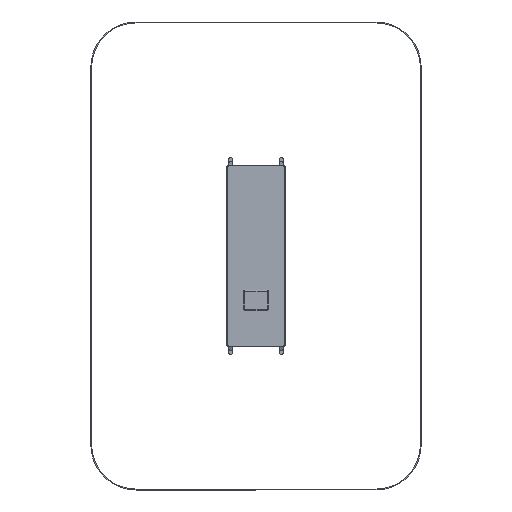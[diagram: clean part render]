
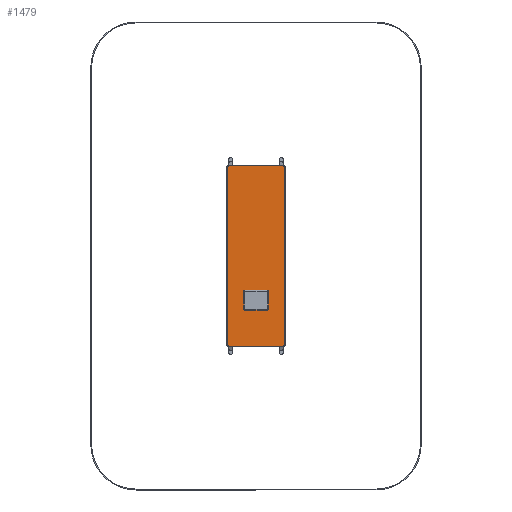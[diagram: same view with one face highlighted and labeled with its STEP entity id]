
A CAD part, top view. The second image highlights one B-rep face of the part: STEP entity #1479.
In plain terms, the highlighted planar face has unit normal (0, 0, 1).
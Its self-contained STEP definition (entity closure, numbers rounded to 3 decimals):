
#1479=ADVANCED_FACE('',(#2437),#2439,.T.);
#2437=FACE_BOUND('',#2438,.T.);
#2438=EDGE_LOOP('',(#3137,#3138,#3139,#3140,#3141,#3142,#3143,#3144));
#2439=PLANE('',#2440);
#2440=AXIS2_PLACEMENT_3D('',#2441,#2442,#2443);
#2441=CARTESIAN_POINT('',(0.,0.,15.));
#2442=DIRECTION('',(0.,0.,1.));
#2443=DIRECTION('',(-1.,0.,0.));
#3137=ORIENTED_EDGE('',*,*,#3517,.T.);
#3138=ORIENTED_EDGE('',*,*,#3518,.T.);
#3139=ORIENTED_EDGE('',*,*,#3519,.T.);
#3140=ORIENTED_EDGE('',*,*,#3520,.T.);
#3141=ORIENTED_EDGE('',*,*,#3521,.T.);
#3142=ORIENTED_EDGE('',*,*,#3522,.T.);
#3143=ORIENTED_EDGE('',*,*,#3523,.T.);
#3144=ORIENTED_EDGE('',*,*,#3524,.T.);
#3517=EDGE_CURVE('',#3937,#3938,#3939,.T.);
#3518=EDGE_CURVE('',#3938,#3940,#3941,.T.);
#3519=EDGE_CURVE('',#3940,#3942,#3943,.T.);
#3520=EDGE_CURVE('',#3942,#3944,#3945,.T.);
#3521=EDGE_CURVE('',#3944,#3946,#3947,.T.);
#3522=EDGE_CURVE('',#3946,#3948,#3949,.T.);
#3523=EDGE_CURVE('',#3948,#3950,#3951,.T.);
#3524=EDGE_CURVE('',#3950,#3937,#3952,.T.);
#3937=VERTEX_POINT('',#4861);
#3938=VERTEX_POINT('',#4862);
#3939=LINE('',#4863,#4864);
#3940=VERTEX_POINT('',#4866);
#3941=CIRCLE('',#4867,25.);
#3942=VERTEX_POINT('',#4871);
#3943=LINE('',#4872,#4873);
#3944=VERTEX_POINT('',#4875);
#3945=CIRCLE('',#4876,25.);
#3946=VERTEX_POINT('',#4880);
#3947=LINE('',#4881,#4882);
#3948=VERTEX_POINT('',#4884);
#3949=CIRCLE('',#4885,25.);
#3950=VERTEX_POINT('',#4889);
#3951=LINE('',#4890,#4891);
#3952=CIRCLE('',#4893,25.);
#4861=CARTESIAN_POINT('',(970.,320.,15.));
#4862=CARTESIAN_POINT('',(-970.,320.,15.));
#4863=CARTESIAN_POINT('',(970.,320.,15.));
#4864=VECTOR('',#4865,1.);
#4865=DIRECTION('',(-1.,0.,0.));
#4866=CARTESIAN_POINT('',(-995.,295.,15.));
#4867=AXIS2_PLACEMENT_3D('',#4868,#4869,#4870);
#4868=CARTESIAN_POINT('',(-970.,295.,15.));
#4869=DIRECTION('',(0.,0.,1.));
#4870=DIRECTION('',(0.,1.,0.));
#4871=CARTESIAN_POINT('',(-995.,-295.,15.));
#4872=CARTESIAN_POINT('',(-995.,295.,15.));
#4873=VECTOR('',#4874,1.);
#4874=DIRECTION('',(0.,-1.,0.));
#4875=CARTESIAN_POINT('',(-970.,-320.,15.));
#4876=AXIS2_PLACEMENT_3D('',#4877,#4878,#4879);
#4877=CARTESIAN_POINT('',(-970.,-295.,15.));
#4878=DIRECTION('',(0.,0.,1.));
#4879=DIRECTION('',(-1.,0.,0.));
#4880=CARTESIAN_POINT('',(970.,-320.,15.));
#4881=CARTESIAN_POINT('',(-970.,-320.,15.));
#4882=VECTOR('',#4883,1.);
#4883=DIRECTION('',(1.,0.,0.));
#4884=CARTESIAN_POINT('',(995.,-295.,15.));
#4885=AXIS2_PLACEMENT_3D('',#4886,#4887,#4888);
#4886=CARTESIAN_POINT('',(970.,-295.,15.));
#4887=DIRECTION('',(0.,0.,1.));
#4888=DIRECTION('',(0.,-1.,0.));
#4889=CARTESIAN_POINT('',(995.,295.,15.));
#4890=CARTESIAN_POINT('',(995.,-295.,15.));
#4891=VECTOR('',#4892,1.);
#4892=DIRECTION('',(0.,1.,0.));
#4893=AXIS2_PLACEMENT_3D('',#4894,#4895,#4896);
#4894=CARTESIAN_POINT('',(970.,295.,15.));
#4895=DIRECTION('',(0.,0.,1.));
#4896=DIRECTION('',(1.,0.,0.));
